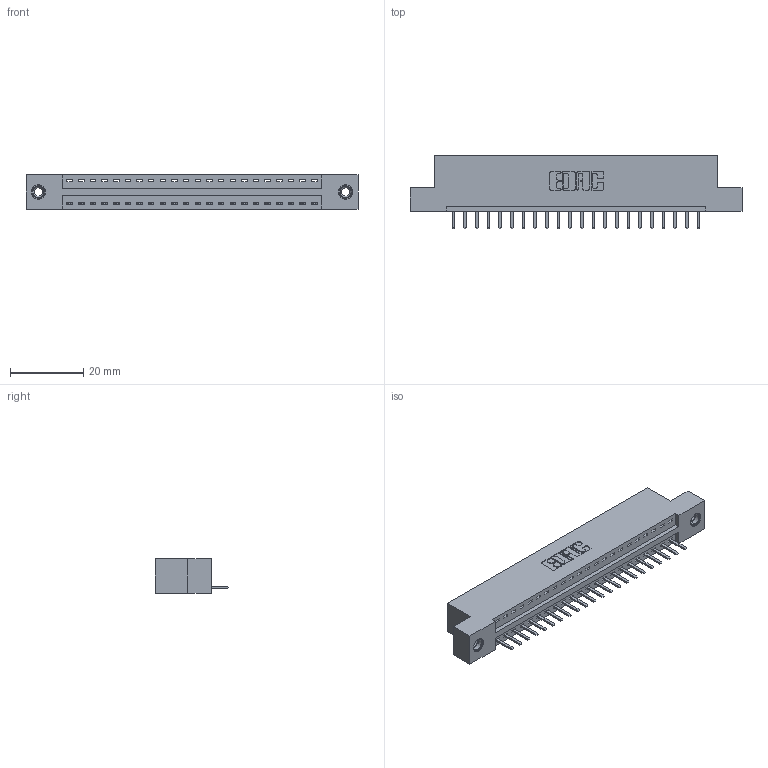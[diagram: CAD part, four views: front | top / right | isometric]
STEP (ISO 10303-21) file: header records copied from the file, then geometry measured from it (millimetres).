
FILE_DESCRIPTION (( 'STEP AP203' ), '1' );
FILE_NAME ('396-022-520-108.STEP', '2019-10-27T04:21:54', ( '' ), ( '' ), 'SwSTEP 2.0', 'SolidWorks 2016', '' );
FILE_SCHEMA (( 'CONFIG_CONTROL_DESIGN' ));
Length unit declared in the file: inch
Products named in the file (4): 396-022-520-108; 345-250-001_345-250-003-102; 345-292-001_345-293-120; 346 Part_Flush Mounting Lugs - 0.156 Dia-TI
Assembly tree (25 placements, depth 2):
  396-022-520-108
    346 Part_Flush Mounting Lugs - 0.156 Dia-TI
    345-292-001_345-293-120  x22
    345-250-001_345-250-003-102  x2
Bounding box: 90.42 x 20.02 x 9.4 mm (x, y, z)
Volume: 8448 mm3; surface area: 10153.6 mm2
Topology: 25 solids, 25 shells, 1546 faces, 4513 edges, 2942 vertices
Faces by surface type: plane 1032, cylinder 498, cone 12, torus 4
Entity records: 17646 total; most frequent: CARTESIAN_POINT 3025, ORIENTED_EDGE 2962, DIRECTION 2707, EDGE_CURVE 1481, LINE 1237, VECTOR 1237, VERTEX_POINT 980, AXIS2_PLACEMENT_3D 735
